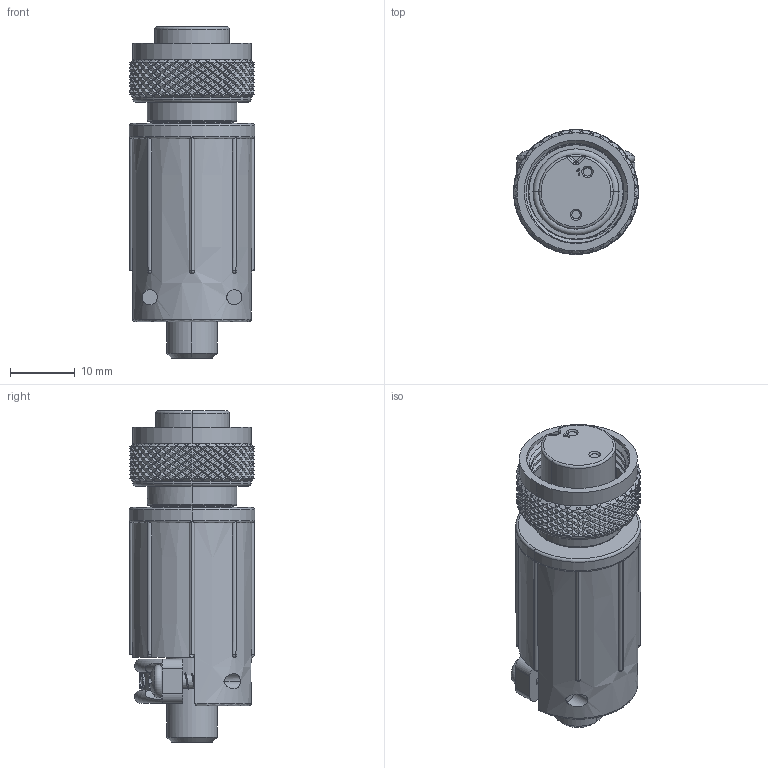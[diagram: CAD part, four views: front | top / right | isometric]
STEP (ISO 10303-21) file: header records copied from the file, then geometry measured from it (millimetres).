
FILE_DESCRIPTION (( 'STEP AP203' ), '1' );
FILE_NAME ('SF6282-2SG-520.STEP', '2021-06-28T16:58:02', ( '' ), ( '' ), 'SwSTEP 2.0', 'SolidWorks 2020', '' );
FILE_SCHEMA (( 'CONFIG_CONTROL_DESIGN' ));
Products named in the file (1): SF6282-2SG-520
Bounding box: 19.38 x 19.38 x 51.38 mm (x, y, z)
Volume: 10553.6 mm3; surface area: 5796.7 mm2
Topology: 2 solids, 2 shells, 2273 faces, 4895 edges, 2626 vertices
Faces by surface type: bspline 1611, cylinder 456, plane 116, cone 37, torus 36, sphere 17
Entity records: 99223 total; most frequent: CARTESIAN_POINT 68738, ORIENTED_EDGE 9718, EDGE_CURVE 4859, VERTEX_POINT 2610, DIRECTION 2365, EDGE_LOOP 2299, FACE_OUTER_BOUND 2273, ADVANCED_FACE 2273
